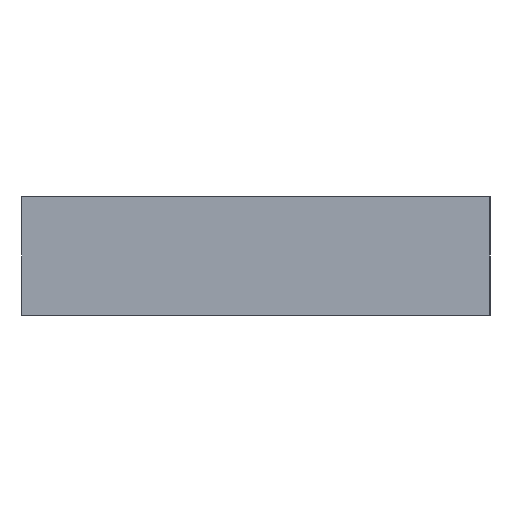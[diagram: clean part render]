
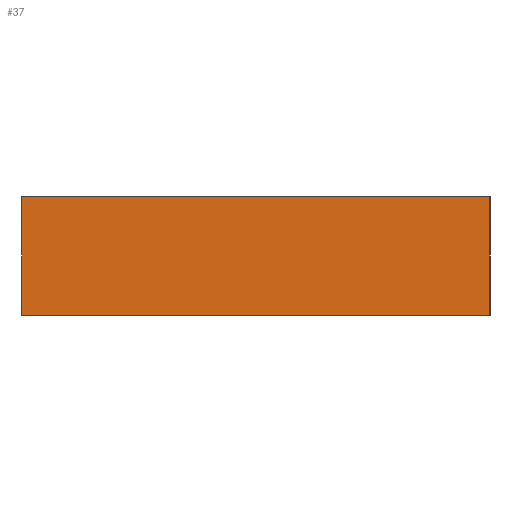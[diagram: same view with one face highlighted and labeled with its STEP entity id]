
A CAD part, left-side view. The second image highlights one B-rep face of the part: STEP entity #37.
In plain terms, the highlighted planar face has unit normal (-1, 0, 0).
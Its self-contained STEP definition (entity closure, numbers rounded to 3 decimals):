
#6 = EDGE_CURVE ( 'NONE', #206, #98, #222, .T. ) ;
#8 = VERTEX_POINT ( 'NONE', #183 ) ;
#9 = PLANE ( 'NONE',  #141 ) ;
#14 = LINE ( 'NONE', #194, #150 ) ;
#26 = DIRECTION ( 'NONE',  ( 0., 0., -1. ) ) ;
#27 = EDGE_CURVE ( 'NONE', #8, #98, #116, .T. ) ;
#31 = DIRECTION ( 'NONE',  ( 0., 0., -1. ) ) ;
#37 = ADVANCED_FACE ( 'NONE', ( #101 ), #9, .F. ) ;
#41 = VERTEX_POINT ( 'NONE', #126 ) ;
#44 = CARTESIAN_POINT ( 'NONE',  ( -46., -7.5, 3.8 ) ) ;
#62 = DIRECTION ( 'NONE',  ( 0., -1., 0. ) ) ;
#79 = EDGE_CURVE ( 'NONE', #41, #206, #176, .T. ) ;
#82 = DIRECTION ( 'NONE',  ( 0., 1., 0. ) ) ;
#98 = VERTEX_POINT ( 'NONE', #229 ) ;
#99 = VECTOR ( 'NONE', #26, 1000. ) ;
#101 = FACE_OUTER_BOUND ( 'NONE', #208, .T. ) ;
#103 = CARTESIAN_POINT ( 'NONE',  ( -46., 7.5, 0. ) ) ;
#116 = LINE ( 'NONE', #44, #99 ) ;
#117 = DIRECTION ( 'NONE',  ( 1., 0., 0. ) ) ;
#126 = CARTESIAN_POINT ( 'NONE',  ( -46., 7.5, 3.8 ) ) ;
#134 = ORIENTED_EDGE ( 'NONE', *, *, #27, .F. ) ;
#141 = AXIS2_PLACEMENT_3D ( 'NONE', #155, #117, #82 ) ;
#148 = VECTOR ( 'NONE', #31, 1000. ) ;
#150 = VECTOR ( 'NONE', #236, 1000. ) ;
#155 = CARTESIAN_POINT ( 'NONE',  ( -46., 7.5, 3.8 ) ) ;
#165 = CARTESIAN_POINT ( 'NONE',  ( -46., 7.5, 3.8 ) ) ;
#176 = LINE ( 'NONE', #165, #148 ) ;
#177 = CARTESIAN_POINT ( 'NONE',  ( -46., 7.5, 0. ) ) ;
#183 = CARTESIAN_POINT ( 'NONE',  ( -46., -7.5, 3.8 ) ) ;
#186 = ORIENTED_EDGE ( 'NONE', *, *, #79, .T. ) ;
#193 = ORIENTED_EDGE ( 'NONE', *, *, #6, .T. ) ;
#194 = CARTESIAN_POINT ( 'NONE',  ( -46., 7.5, 3.8 ) ) ;
#206 = VERTEX_POINT ( 'NONE', #177 ) ;
#208 = EDGE_LOOP ( 'NONE', ( #193, #134, #225, #186 ) ) ;
#220 = EDGE_CURVE ( 'NONE', #41, #8, #14, .T. ) ;
#222 = LINE ( 'NONE', #103, #231 ) ;
#225 = ORIENTED_EDGE ( 'NONE', *, *, #220, .F. ) ;
#229 = CARTESIAN_POINT ( 'NONE',  ( -46., -7.5, 0. ) ) ;
#231 = VECTOR ( 'NONE', #62, 1000. ) ;
#236 = DIRECTION ( 'NONE',  ( 0., -1., 0. ) ) ;
